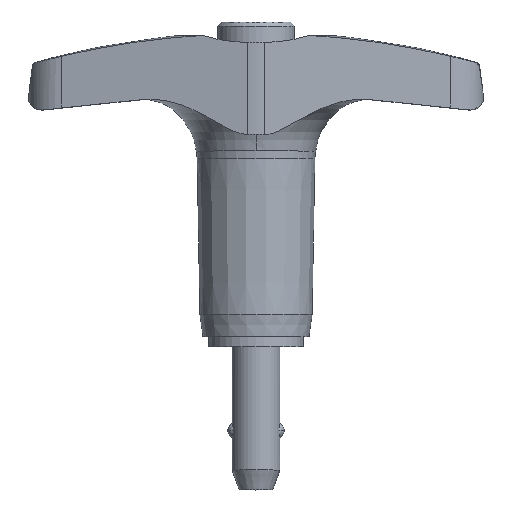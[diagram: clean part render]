
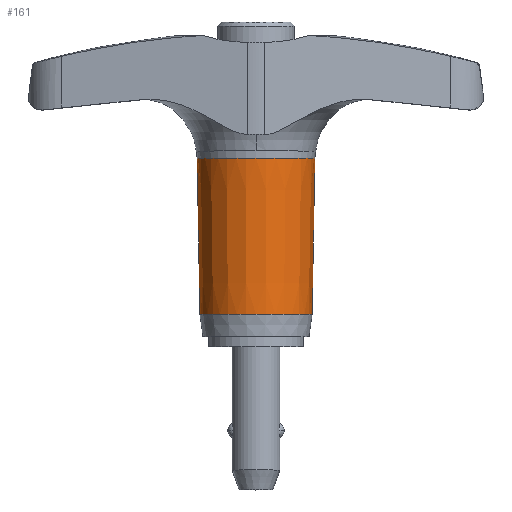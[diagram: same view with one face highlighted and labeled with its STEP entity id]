
A CAD part, top view. The second image highlights one B-rep face of the part: STEP entity #161.
In plain terms, the highlighted conical face has half-angle 1 degrees and reference radius 5.71 mm.
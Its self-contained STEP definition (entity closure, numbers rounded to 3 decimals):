
#161=ADVANCED_FACE('',(#363),#364,.T.);
#363=FACE_OUTER_BOUND('',#602,.T.);
#364=CONICAL_SURFACE('',#603,5.71,0.017);
#602=EDGE_LOOP('',(#1039,#1040,#1041,#1042));
#603=AXIS2_PLACEMENT_3D('',#1043,#1044,#1045);
#1039=ORIENTED_EDGE('',*,*,#1623,.T.);
#1040=ORIENTED_EDGE('',*,*,#1624,.F.);
#1041=ORIENTED_EDGE('',*,*,#1625,.T.);
#1042=ORIENTED_EDGE('',*,*,#1626,.T.);
#1043=CARTESIAN_POINT('',(0.0,10.959,0.0));
#1044=DIRECTION('',(-0.0,1.0,-0.0));
#1045=DIRECTION('',(1.0,0.0,0.0));
#1623=EDGE_CURVE('',#1977,#2014,#2015,.T.);
#1624=EDGE_CURVE('',#2016,#2014,#2017,.T.);
#1625=EDGE_CURVE('',#2016,#1979,#2018,.T.);
#1626=EDGE_CURVE('',#1979,#1977,#2019,.T.);
#1977=VERTEX_POINT('',#3128);
#1979=VERTEX_POINT('',#3131);
#2014=VERTEX_POINT('',#3310);
#2015=LINE('',#3311,#3312);
#2016=VERTEX_POINT('',#3313);
#2017=CIRCLE('',#3314,5.845);
#2018=LINE('',#3315,#3316);
#2019=CIRCLE('',#3317,5.575);
#3128=CARTESIAN_POINT('',(5.575,3.216,0.0));
#3131=CARTESIAN_POINT('',(-5.575,3.216,0.));
#3310=CARTESIAN_POINT('',(5.845,18.702,0.));
#3311=CARTESIAN_POINT('',(5.71,10.959,0.));
#3312=VECTOR('',#4026,1.0);
#3313=CARTESIAN_POINT('',(-5.845,18.702,0.0));
#3314=AXIS2_PLACEMENT_3D('',#4027,#4028,#4029);
#3315=CARTESIAN_POINT('',(-5.71,10.959,0.));
#3316=VECTOR('',#4030,1.0);
#3317=AXIS2_PLACEMENT_3D('',#4031,#4032,#4033);
#4026=DIRECTION('',(0.017,1.,0.));
#4027=CARTESIAN_POINT('',(0.0,18.702,0.0));
#4028=DIRECTION('',(0.0,1.0,0.0));
#4029=DIRECTION('',(-1.0,0.0,0.0));
#4030=DIRECTION('',(0.017,-1.,0.));
#4031=CARTESIAN_POINT('',(0.0,3.216,0.0));
#4032=DIRECTION('',(-0.0,1.0,0.0));
#4033=DIRECTION('',(1.0,0.0,0.0));
